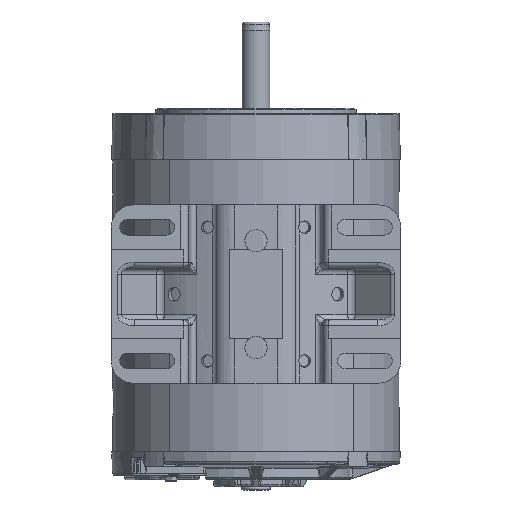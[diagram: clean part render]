
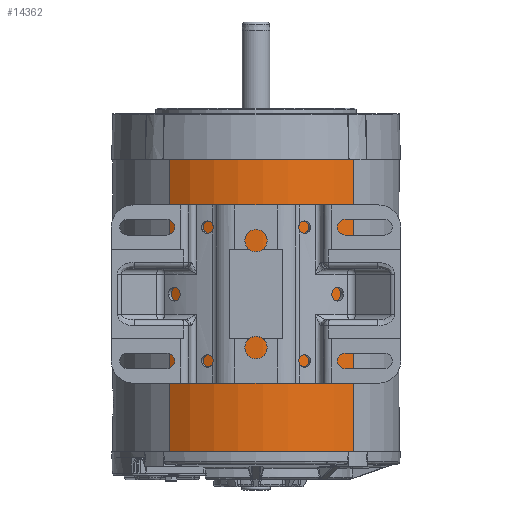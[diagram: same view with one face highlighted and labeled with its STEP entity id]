
A CAD part, front view. The second image highlights one B-rep face of the part: STEP entity #14362.
In plain terms, the highlighted cylindrical face has radius 81.749 mm (diameter 163.497 mm), a partial arc.
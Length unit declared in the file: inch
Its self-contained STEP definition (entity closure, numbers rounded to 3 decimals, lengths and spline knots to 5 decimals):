
#5918 = EDGE_CURVE ( 'NONE', #91758, #91760, #54550, .T. ) ;
#5997 = EDGE_CURVE ( 'NONE', #91758, #91751, #48678, .T. ) ;
#5998 = EDGE_CURVE ( 'NONE', #91751, #91838, #61887, .T. ) ;
#5999 = EDGE_CURVE ( 'NONE', #91838, #91760, #48312, .T. ) ;
#14362 = ADVANCED_FACE ( 'NONE', ( #87665 ), #87673, .T. ) ;
#48312 = CIRCLE ( 'NONE', #48957, 3.21845 ) ;
#48678 = CIRCLE ( 'NONE', #49037, 3.21845 ) ;
#48957 = AXIS2_PLACEMENT_3D ( 'NONE', #61900, #61902, #61904 ) ;
#49037 = AXIS2_PLACEMENT_3D ( 'NONE', #61889, #61890, #61891 ) ;
#49841 = VECTOR ( 'NONE', #61892, 39.37008 ) ;
#50665 = VECTOR ( 'NONE', #54559, 39.37008 ) ;
#54533 = CARTESIAN_POINT ( 'NONE',  ( -1.94444, -2.56468, -27.61142 ) ) ;
#54550 = LINE ( 'NONE', #54533, #50665 ) ;
#54559 = DIRECTION ( 'NONE',  ( 0., 0., 1. ) ) ;
#61876 = CARTESIAN_POINT ( 'NONE',  ( 2.18431, -2.36373, -27.61142 ) ) ;
#61887 = LINE ( 'NONE', #61876, #49841 ) ;
#61889 = CARTESIAN_POINT ( 'NONE',  ( 0., 0., -6.56 ) ) ;
#61890 = DIRECTION ( 'NONE',  ( 0., 0., 1. ) ) ;
#61891 = DIRECTION ( 'NONE',  ( 0.604, 0.797, 0. ) ) ;
#61892 = DIRECTION ( 'NONE',  ( 0., 0., 1. ) ) ;
#61900 = CARTESIAN_POINT ( 'NONE',  ( 0., 0., 0. ) ) ;
#61902 = DIRECTION ( 'NONE',  ( 0., 0., -1. ) ) ;
#61904 = DIRECTION ( 'NONE',  ( 0.604, 0.797, 0. ) ) ;
#63168 = CARTESIAN_POINT ( 'NONE',  ( 2.18431, -2.36373, -6.56 ) ) ;
#63182 = CARTESIAN_POINT ( 'NONE',  ( -1.94444, -2.56468, -6.56 ) ) ;
#63186 = CARTESIAN_POINT ( 'NONE',  ( -1.94444, -2.56468, 0. ) ) ;
#63338 = CARTESIAN_POINT ( 'NONE',  ( 2.18431, -2.36373, 0. ) ) ;
#87604 = DIRECTION ( 'NONE',  ( 0., 0., 1. ) ) ;
#87665 = FACE_OUTER_BOUND ( 'NONE', #92797, .T. ) ;
#87668 = CARTESIAN_POINT ( 'NONE',  ( 0., 0., -27.61142 ) ) ;
#87673 = CYLINDRICAL_SURFACE ( 'NONE', #107716, 3.21845 ) ;
#87675 = DIRECTION ( 'NONE',  ( 0.604, 0.797, 0. ) ) ;
#90302 = ORIENTED_EDGE ( 'NONE', *, *, #5918, .F. ) ;
#90305 = ORIENTED_EDGE ( 'NONE', *, *, #5997, .T. ) ;
#90308 = ORIENTED_EDGE ( 'NONE', *, *, #5998, .T. ) ;
#90311 = ORIENTED_EDGE ( 'NONE', *, *, #5999, .T. ) ;
#91751 = VERTEX_POINT ( 'NONE', #63168 ) ;
#91758 = VERTEX_POINT ( 'NONE', #63182 ) ;
#91760 = VERTEX_POINT ( 'NONE', #63186 ) ;
#91838 = VERTEX_POINT ( 'NONE', #63338 ) ;
#92797 = EDGE_LOOP ( 'NONE', ( #90302, #90305, #90308, #90311 ) ) ;
#107716 = AXIS2_PLACEMENT_3D ( 'NONE', #87668, #87604, #87675 ) ;
